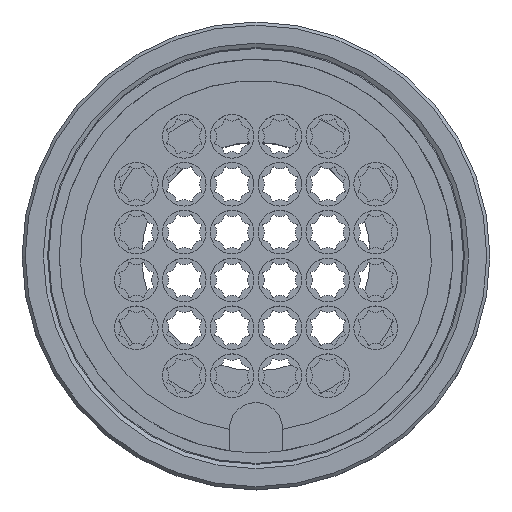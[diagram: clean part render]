
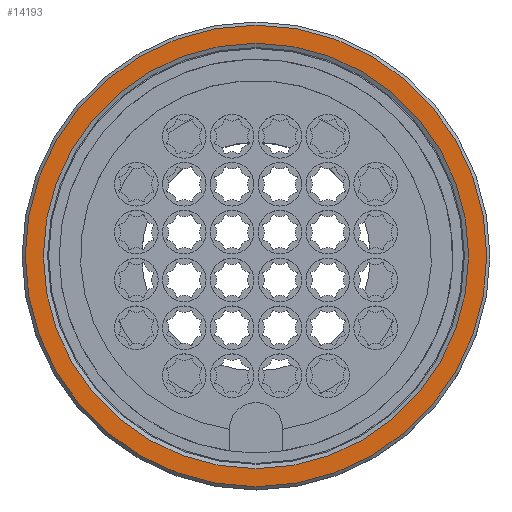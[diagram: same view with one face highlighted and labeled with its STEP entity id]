
A CAD part, top view. The second image highlights one B-rep face of the part: STEP entity #14193.
In plain terms, the highlighted planar face has unit normal (0, 0, 1).
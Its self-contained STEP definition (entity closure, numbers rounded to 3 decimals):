
#670=CIRCLE('',#15643,43.4);
#671=CIRCLE('',#15645,40.);
#3290=ORIENTED_EDGE('',*,*,#7492,.F.);
#3291=ORIENTED_EDGE('',*,*,#7493,.T.);
#7492=EDGE_CURVE('',#9570,#9570,#670,.T.);
#7493=EDGE_CURVE('',#9571,#9571,#671,.T.);
#9570=VERTEX_POINT('',#24940);
#9571=VERTEX_POINT('',#24943);
#11841=EDGE_LOOP('',(#3290));
#11842=EDGE_LOOP('',(#3291));
#12909=FACE_BOUND('',#11841,.T.);
#12910=FACE_BOUND('',#11842,.T.);
#13702=PLANE('',#15644);
#14193=ADVANCED_FACE('',(#12909,#12910),#13702,.F.);
#15643=AXIS2_PLACEMENT_3D('',#24939,#19322,#19323);
#15644=AXIS2_PLACEMENT_3D('',#24941,#19324,#19325);
#15645=AXIS2_PLACEMENT_3D('',#24942,#19326,#19327);
#19322=DIRECTION('',(0.,0.,-1.));
#19323=DIRECTION('',(-1.,0.,0.));
#19324=DIRECTION('',(0.,0.,-1.));
#19325=DIRECTION('',(-1.,0.,0.));
#19326=DIRECTION('',(0.,0.,-1.));
#19327=DIRECTION('',(-1.,0.,0.));
#24939=CARTESIAN_POINT('',(0.,0.,11.5));
#24940=CARTESIAN_POINT('',(-43.4,0.,11.5));
#24941=CARTESIAN_POINT('',(0.,0.,11.5));
#24942=CARTESIAN_POINT('',(0.,0.,11.5));
#24943=CARTESIAN_POINT('',(-40.,0.,11.5));
